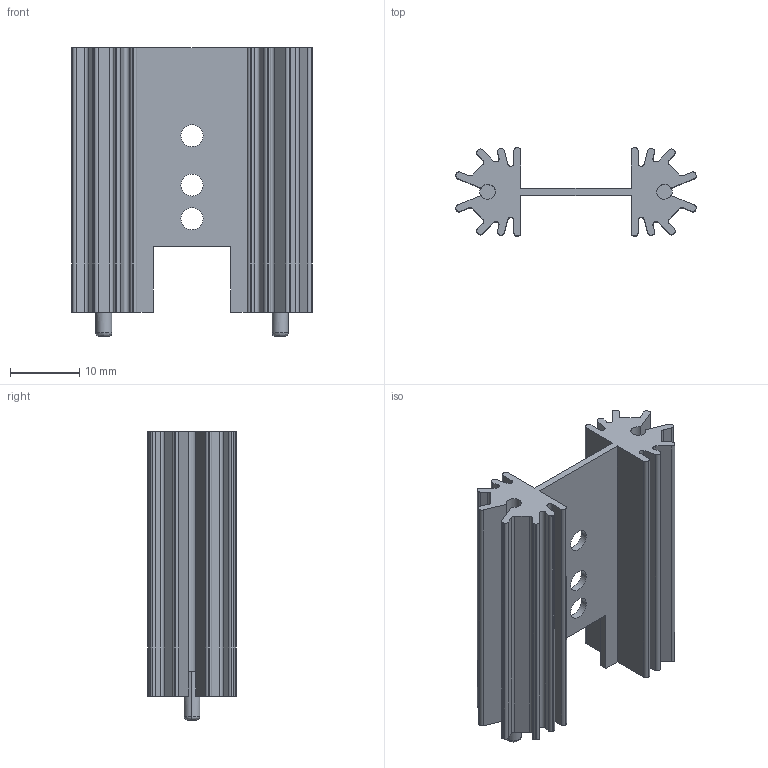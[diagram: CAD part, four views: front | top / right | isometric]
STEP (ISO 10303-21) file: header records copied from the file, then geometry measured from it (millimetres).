
FILE_DESCRIPTION (( 'STEP AP214' ), '1' );
FILE_NAME ('User Library-10_4 C-W MC33264 Multicomp.STEP', '2016-08-05T09:45:35', ( 'Windows User' ), ( '' ), 'SwSTEP 2.0', 'SolidWorks 2016', '' );
FILE_SCHEMA (( 'AUTOMOTIVE_DESIGN' ));
Length unit declared in the file: millimetre
Products named in the file (1): User Library-10_4 C-W MC33264 Multicomp
Bounding box: 34.62 x 12.7 x 41.6 mm (x, y, z)
Volume: 5682.7 mm3; surface area: 6373.5 mm2
Topology: 1 solids, 1 shells, 139 faces, 407 edges, 270 vertices
Faces by surface type: cylinder 71, plane 64, bspline 4
Entity records: 6278 total; most frequent: CARTESIAN_POINT 889, DIRECTION 825, ORIENTED_EDGE 814, EDGE_CURVE 407, AXIS2_PLACEMENT_3D 286, VERTEX_POINT 270, VECTOR 253, LINE 253
